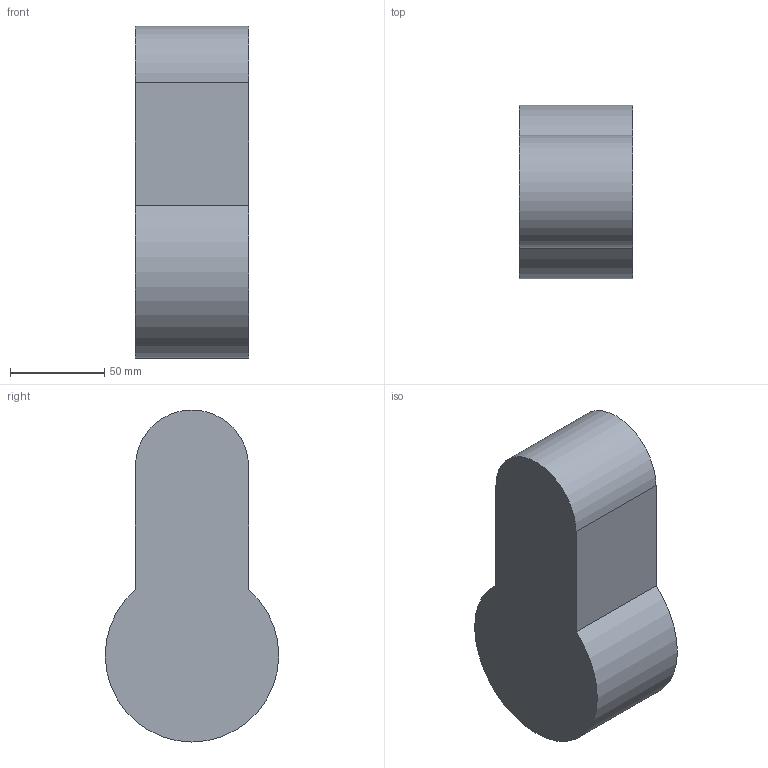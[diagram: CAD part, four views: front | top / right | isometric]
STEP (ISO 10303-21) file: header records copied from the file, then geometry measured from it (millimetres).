
FILE_DESCRIPTION(/* description */ ('','CAx-IF Rec.Pracs.---Representation and Presentation of Product Manufacturing Information (PMI)---4.0---2014-10-13'),/* implementation_level */ '2;1');
FILE_NAME(/* name */ 'hip_back.step',/* time_stamp */ '2021-09-19T01:25:40-04:00',/* author */ ('boxi'),/* organization */ (''),/* preprocessor_version */ 'ST-DEVELOPER v18',/* originating_system */ 'Autodesk Inventor 2020',/* authorisation */ '');
FILE_SCHEMA (('AP242_MANAGED_MODEL_BASED_3D_ENGINEERING_MIM_LF { 1 0 10303 442 1 1 4 }'));
Length unit declared in the file: millimetre
Products named in the file (1): hip_back
Bounding box: 60 x 92 x 176 mm (x, y, z)
Volume: 690712.9 mm3; surface area: 49914 mm2
Topology: 1 solids, 1 shells, 6 faces, 12 edges, 8 vertices
Faces by surface type: plane 4, cylinder 2
Entity records: 290 total; most frequent: DIRECTION 56, CARTESIAN_POINT 44, ORIENTED_EDGE 24, AXIS2_PLACEMENT_3D 24, EDGE_CURVE 12, LINE 8, VECTOR 8, VERTEX_POINT 8
